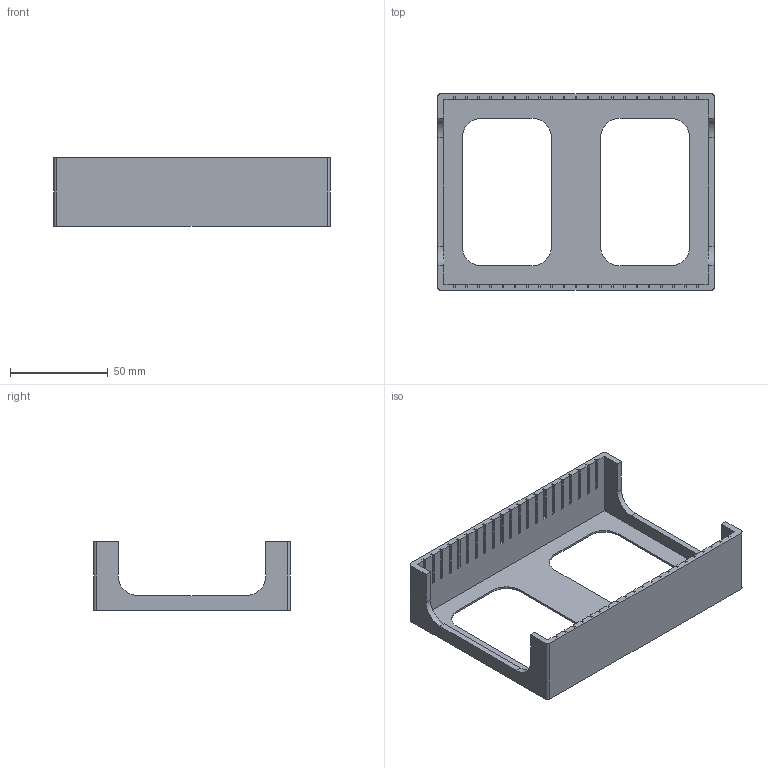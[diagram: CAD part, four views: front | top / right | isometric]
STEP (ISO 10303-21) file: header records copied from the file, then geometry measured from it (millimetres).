
FILE_DESCRIPTION(('FreeCAD Model'),'2;1');
FILE_NAME('card_holder_half.step','2023-04-16T22:35:51',(''),(''), 'Open CASCADE STEP processor 7.6','FreeCAD','Unknown');
FILE_SCHEMA(('AUTOMOTIVE_DESIGN { 1 0 10303 214 1 1 1 1 }'));
Length unit declared in the file: millimetre
Products named in the file (1): card_holder
Bounding box: 141.25 x 100.5 x 35 mm (x, y, z)
Volume: 42303.8 mm3; surface area: 41863.3 mm2
Topology: 1 solids, 1 shells, 294 faces, 876 edges, 584 vertices
Faces by surface type: plane 278, cylinder 16
Entity records: 21164 total; most frequent: CARTESIAN_POINT 3615, DIRECTION 3232, LINE 2564, VECTOR 2564, ORIENTED_EDGE 1752, PCURVE 1752, DEFINITIONAL_REPRESENTATION 1752, EDGE_CURVE 876
